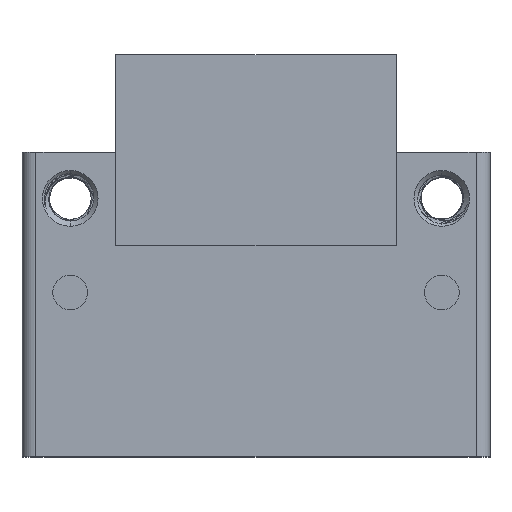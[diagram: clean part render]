
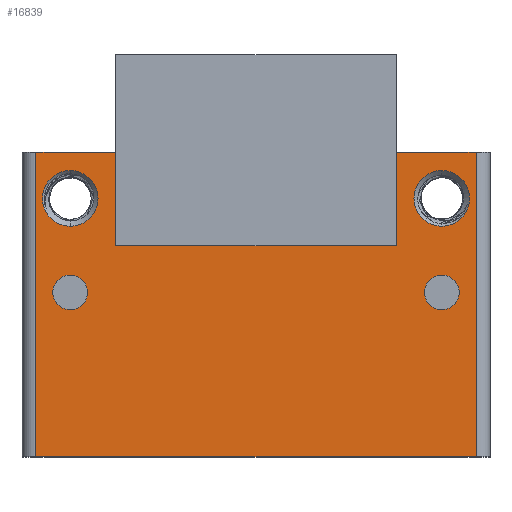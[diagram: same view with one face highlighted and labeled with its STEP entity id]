
A CAD part, top view. The second image highlights one B-rep face of the part: STEP entity #16839.
In plain terms, the highlighted planar face has unit normal (0, 0, 1).
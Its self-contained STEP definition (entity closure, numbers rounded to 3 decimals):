
#2389=DIRECTION('',(0.,-1.,0.));
#2390=VECTOR('',#2389,8.74);
#2391=CARTESIAN_POINT('',(6.32,0.,0.));
#2392=LINE('',#2391,#2390);
#2397=DIRECTION('',(1.,0.,0.));
#2398=VECTOR('',#2397,12.64);
#2399=CARTESIAN_POINT('',(-6.32,-8.74,0.));
#2400=LINE('',#2399,#2398);
#2401=DIRECTION('',(-1.,0.,0.));
#2402=VECTOR('',#2401,8.06);
#2403=CARTESIAN_POINT('',(4.03,-2.68,0.));
#2404=LINE('',#2403,#2402);
#2405=DIRECTION('',(0.,-1.,0.));
#2406=VECTOR('',#2405,2.68);
#2407=CARTESIAN_POINT('',(4.03,0.,0.));
#2408=LINE('',#2407,#2406);
#2409=CARTESIAN_POINT('',(-5.335,-4.02,0.));
#2410=DIRECTION('',(0.,0.,-1.));
#2411=DIRECTION('',(0.,1.,0.));
#2412=AXIS2_PLACEMENT_3D('',#2409,#2410,#2411);
#2414=CARTESIAN_POINT('',(-5.335,-4.02,0.));
#2415=DIRECTION('',(0.,0.,-1.));
#2416=DIRECTION('',(0.,-1.,0.));
#2417=AXIS2_PLACEMENT_3D('',#2414,#2415,#2416);
#2419=CARTESIAN_POINT('',(5.335,-4.02,0.));
#2420=DIRECTION('',(0.,0.,-1.));
#2421=DIRECTION('',(0.,1.,0.));
#2422=AXIS2_PLACEMENT_3D('',#2419,#2420,#2421);
#2424=CARTESIAN_POINT('',(5.335,-4.02,0.));
#2425=DIRECTION('',(0.,0.,-1.));
#2426=DIRECTION('',(0.,-1.,0.));
#2427=AXIS2_PLACEMENT_3D('',#2424,#2425,#2426);
#2429=CARTESIAN_POINT('',(-5.335,-1.32,0.));
#2430=DIRECTION('',(0.,0.,-1.));
#2431=DIRECTION('',(0.,1.,0.));
#2432=AXIS2_PLACEMENT_3D('',#2429,#2430,#2431);
#2434=CARTESIAN_POINT('',(-5.335,-1.32,0.));
#2435=DIRECTION('',(0.,0.,-1.));
#2436=DIRECTION('',(0.,-1.,0.));
#2437=AXIS2_PLACEMENT_3D('',#2434,#2435,#2436);
#2439=CARTESIAN_POINT('',(5.335,-1.32,0.));
#2440=DIRECTION('',(0.,0.,-1.));
#2441=DIRECTION('',(0.,1.,0.));
#2442=AXIS2_PLACEMENT_3D('',#2439,#2440,#2441);
#2444=CARTESIAN_POINT('',(5.335,-1.32,0.));
#2445=DIRECTION('',(0.,0.,-1.));
#2446=DIRECTION('',(0.,-1.,0.));
#2447=AXIS2_PLACEMENT_3D('',#2444,#2445,#2446);
#2453=DIRECTION('',(0.,1.,0.));
#2454=VECTOR('',#2453,8.74);
#2455=CARTESIAN_POINT('',(-6.32,-8.74,0.));
#2456=LINE('',#2455,#2454);
#2506=DIRECTION('',(1.,0.,0.));
#2507=VECTOR('',#2506,2.29);
#2508=CARTESIAN_POINT('',(-6.32,0.,0.));
#2509=LINE('',#2508,#2507);
#2535=DIRECTION('',(1.,0.,0.));
#2536=VECTOR('',#2535,2.29);
#2537=CARTESIAN_POINT('',(4.03,0.,0.));
#2538=LINE('',#2537,#2536);
#2597=DIRECTION('',(0.,-1.,0.));
#2598=VECTOR('',#2597,2.68);
#2599=CARTESIAN_POINT('',(-4.03,0.,0.));
#2600=LINE('',#2599,#2598);
#11631=CARTESIAN_POINT('',(4.03,-2.68,0.));
#11632=CARTESIAN_POINT('',(-4.03,-2.68,0.));
#11633=VERTEX_POINT('',#11631);
#11634=VERTEX_POINT('',#11632);
#11674=CARTESIAN_POINT('',(5.335,-3.52,0.));
#11675=CARTESIAN_POINT('',(5.335,-4.52,0.));
#11676=VERTEX_POINT('',#11674);
#11677=VERTEX_POINT('',#11675);
#11714=CARTESIAN_POINT('',(-4.03,0.,0.));
#11715=VERTEX_POINT('',#11714);
#11932=CARTESIAN_POINT('',(5.335,-0.52,0.));
#11933=CARTESIAN_POINT('',(5.335,-2.12,0.));
#11934=VERTEX_POINT('',#11932);
#11935=VERTEX_POINT('',#11933);
#11962=CARTESIAN_POINT('',(6.32,0.,0.));
#11963=CARTESIAN_POINT('',(6.32,-8.74,0.));
#11964=VERTEX_POINT('',#11962);
#11965=VERTEX_POINT('',#11963);
#12023=CARTESIAN_POINT('',(-5.335,-2.12,0.));
#12024=CARTESIAN_POINT('',(-5.335,-0.52,0.));
#12025=VERTEX_POINT('',#12023);
#12026=VERTEX_POINT('',#12024);
#12080=CARTESIAN_POINT('',(4.03,0.,0.));
#12081=VERTEX_POINT('',#12080);
#12146=CARTESIAN_POINT('',(-5.335,-4.52,0.));
#12147=CARTESIAN_POINT('',(-5.335,-3.52,0.));
#12148=VERTEX_POINT('',#12146);
#12149=VERTEX_POINT('',#12147);
#12168=CARTESIAN_POINT('',(-6.32,0.,0.));
#12169=VERTEX_POINT('',#12168);
#12336=CARTESIAN_POINT('',(-6.32,-8.74,0.));
#12337=VERTEX_POINT('',#12336);
#16794=CARTESIAN_POINT('',(6.72,-8.74,0.));
#16795=DIRECTION('',(0.,0.,-1.));
#16796=DIRECTION('',(0.,-1.,0.));
#16797=AXIS2_PLACEMENT_3D('',#16794,#16795,#16796);
#16798=PLANE('',#16797);
#16799=ORIENTED_EDGE('',*,*,#12745,.F.);
#16801=ORIENTED_EDGE('',*,*,#16800,.T.);
#16803=ORIENTED_EDGE('',*,*,#16802,.T.);
#16805=ORIENTED_EDGE('',*,*,#16804,.T.);
#16807=ORIENTED_EDGE('',*,*,#16806,.F.);
#16809=ORIENTED_EDGE('',*,*,#16808,.F.);
#16811=ORIENTED_EDGE('',*,*,#16810,.T.);
#16812=ORIENTED_EDGE('',*,*,#16786,.T.);
#16813=EDGE_LOOP('',(#16799,#16801,#16803,#16805,#16807,#16809,#16811,#16812));
#16814=FACE_OUTER_BOUND('',#16813,.F.);
#16816=ORIENTED_EDGE('',*,*,#16815,.F.);
#16818=ORIENTED_EDGE('',*,*,#16817,.F.);
#16819=EDGE_LOOP('',(#16816,#16818));
#16820=FACE_BOUND('',#16819,.F.);
#16822=ORIENTED_EDGE('',*,*,#16821,.F.);
#16824=ORIENTED_EDGE('',*,*,#16823,.F.);
#16825=EDGE_LOOP('',(#16822,#16824));
#16826=FACE_BOUND('',#16825,.F.);
#16828=ORIENTED_EDGE('',*,*,#16827,.F.);
#16830=ORIENTED_EDGE('',*,*,#16829,.F.);
#16831=EDGE_LOOP('',(#16828,#16830));
#16832=FACE_BOUND('',#16831,.F.);
#16834=ORIENTED_EDGE('',*,*,#16833,.F.);
#16836=ORIENTED_EDGE('',*,*,#16835,.F.);
#16837=EDGE_LOOP('',(#16834,#16836));
#16838=FACE_BOUND('',#16837,.F.);
#2413=CIRCLE('',#2412,0.5);
#2418=CIRCLE('',#2417,0.5);
#2423=CIRCLE('',#2422,0.5);
#2428=CIRCLE('',#2427,0.5);
#2433=CIRCLE('',#2432,0.8);
#2438=CIRCLE('',#2437,0.8);
#2443=CIRCLE('',#2442,0.8);
#2448=CIRCLE('',#2447,0.8);
#12745=EDGE_CURVE('',#12337,#11965,#2400,.T.);
#16786=EDGE_CURVE('',#11964,#11965,#2392,.T.);
#16800=EDGE_CURVE('',#12337,#12169,#2456,.T.);
#16802=EDGE_CURVE('',#12169,#11715,#2509,.T.);
#16804=EDGE_CURVE('',#11715,#11634,#2600,.T.);
#16806=EDGE_CURVE('',#11633,#11634,#2404,.T.);
#16808=EDGE_CURVE('',#12081,#11633,#2408,.T.);
#16810=EDGE_CURVE('',#12081,#11964,#2538,.T.);
#16815=EDGE_CURVE('',#12149,#12148,#2413,.T.);
#16817=EDGE_CURVE('',#12148,#12149,#2418,.T.);
#16821=EDGE_CURVE('',#11676,#11677,#2423,.T.);
#16823=EDGE_CURVE('',#11677,#11676,#2428,.T.);
#16827=EDGE_CURVE('',#12026,#12025,#2433,.T.);
#16829=EDGE_CURVE('',#12025,#12026,#2438,.T.);
#16833=EDGE_CURVE('',#11934,#11935,#2443,.T.);
#16835=EDGE_CURVE('',#11935,#11934,#2448,.T.);
#16839=ADVANCED_FACE('',(#16814,#16820,#16826,#16832,#16838),#16798,.F.);
